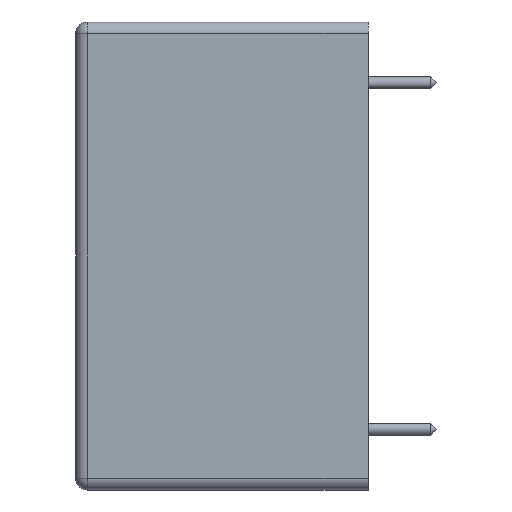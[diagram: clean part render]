
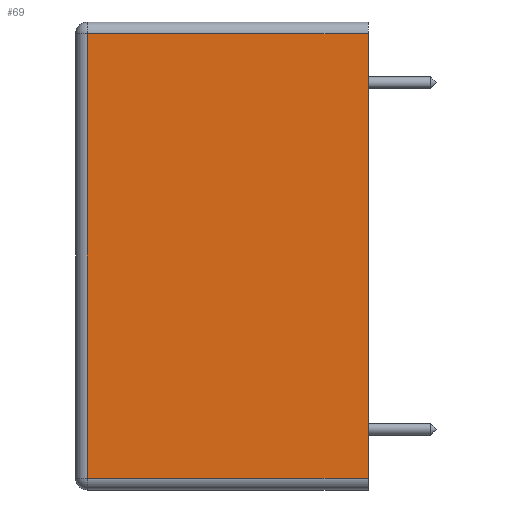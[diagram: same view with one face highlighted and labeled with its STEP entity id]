
A CAD part, left-side view. The second image highlights one B-rep face of the part: STEP entity #69.
In plain terms, the highlighted planar face has unit normal (-1, 0, 0).
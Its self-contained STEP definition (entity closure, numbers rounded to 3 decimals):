
#69 = ADVANCED_FACE ( 'NONE', ( #1902 ), #1142, .F. ) ;
#157 = LINE ( 'NONE', #1787, #1979 ) ;
#289 = VECTOR ( 'NONE', #942, 1000. ) ;
#352 = LINE ( 'NONE', #933, #289 ) ;
#391 = EDGE_CURVE ( 'NONE', #927, #2209, #754, .T. ) ;
#402 = CARTESIAN_POINT ( 'NONE',  ( -18.5, 15., 11.4 ) ) ;
#413 = EDGE_CURVE ( 'NONE', #473, #1120, #777, .T. ) ;
#429 = DIRECTION ( 'NONE',  ( 0., 1., 0. ) ) ;
#450 = DIRECTION ( 'NONE',  ( 0., -1., 0. ) ) ;
#454 = CARTESIAN_POINT ( 'NONE',  ( -18.5, 15., -11.4 ) ) ;
#467 = CARTESIAN_POINT ( 'NONE',  ( -18.5, 14.4, -11.4 ) ) ;
#473 = VERTEX_POINT ( 'NONE', #467 ) ;
#699 = VECTOR ( 'NONE', #450, 1000. ) ;
#725 = VECTOR ( 'NONE', #429, 1000. ) ;
#754 = LINE ( 'NONE', #402, #725 ) ;
#777 = LINE ( 'NONE', #454, #699 ) ;
#850 = EDGE_CURVE ( 'NONE', #2209, #473, #352, .T. ) ;
#879 = DIRECTION ( 'NONE',  ( 1., 0., 0. ) ) ;
#927 = VERTEX_POINT ( 'NONE', #1022 ) ;
#933 = CARTESIAN_POINT ( 'NONE',  ( -18.5, 14.4, 12. ) ) ;
#942 = DIRECTION ( 'NONE',  ( 0., 0., -1. ) ) ;
#950 = EDGE_LOOP ( 'NONE', ( #1483, #1478, #1556, #1540 ) ) ;
#1022 = CARTESIAN_POINT ( 'NONE',  ( -18.5, 0., 11.4 ) ) ;
#1120 = VERTEX_POINT ( 'NONE', #1157 ) ;
#1142 = PLANE ( 'NONE',  #1401 ) ;
#1157 = CARTESIAN_POINT ( 'NONE',  ( -18.5, 0., -11.4 ) ) ;
#1401 = AXIS2_PLACEMENT_3D ( 'NONE', #1501, #879, #2213 ) ;
#1478 = ORIENTED_EDGE ( 'NONE', *, *, #391, .T. ) ;
#1483 = ORIENTED_EDGE ( 'NONE', *, *, #2166, .T. ) ;
#1501 = CARTESIAN_POINT ( 'NONE',  ( -18.5, 15., 12. ) ) ;
#1540 = ORIENTED_EDGE ( 'NONE', *, *, #413, .T. ) ;
#1556 = ORIENTED_EDGE ( 'NONE', *, *, #850, .T. ) ;
#1787 = CARTESIAN_POINT ( 'NONE',  ( -18.5, 0., 12. ) ) ;
#1822 = DIRECTION ( 'NONE',  ( 0., 0., 1. ) ) ;
#1902 = FACE_OUTER_BOUND ( 'NONE', #950, .T. ) ;
#1948 = CARTESIAN_POINT ( 'NONE',  ( -18.5, 14.4, 11.4 ) ) ;
#1979 = VECTOR ( 'NONE', #1822, 1000. ) ;
#2166 = EDGE_CURVE ( 'NONE', #1120, #927, #157, .T. ) ;
#2209 = VERTEX_POINT ( 'NONE', #1948 ) ;
#2213 = DIRECTION ( 'NONE',  ( 0., 0., -1. ) ) ;
